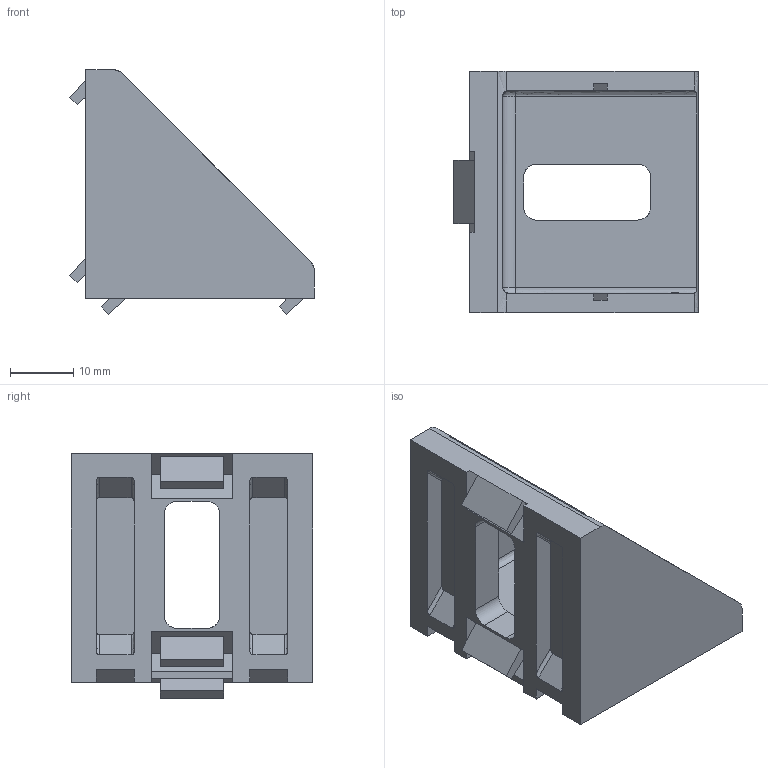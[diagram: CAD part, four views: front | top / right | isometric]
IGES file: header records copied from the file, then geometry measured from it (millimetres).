
Global section: file name: 303837; native system: Autodesk Inventor 2021; preprocessor: unknown; author: Roudna; date: 20230201.071725; units: millimetre
Bounding box: 38.5 x 38 x 38.5 mm (x, y, z)
Volume: 11967.7 mm3; surface area: 9156 mm2
Topology: 1 solids, 1 shells, 123 faces, 335 edges, 222 vertices
Faces by surface type: bspline 123
